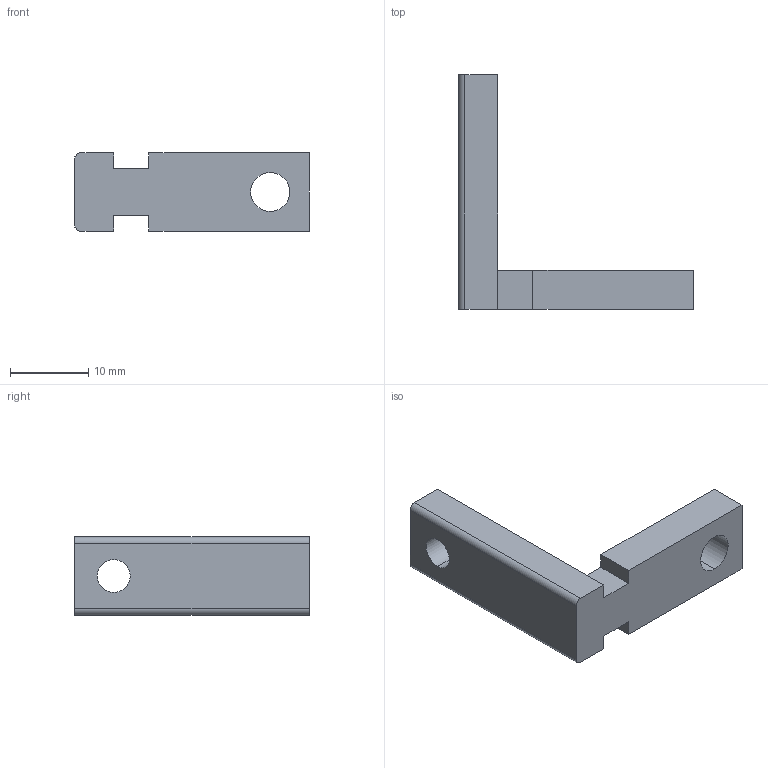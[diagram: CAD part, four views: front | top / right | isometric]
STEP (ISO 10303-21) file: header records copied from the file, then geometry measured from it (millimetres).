
FILE_DESCRIPTION (( 'STEP AP203' ), '1' );
FILE_NAME ('084.307.013.STEP', '2013-01-25T10:59:38', ( 'Alusic' ), ( 'Alusic' ), 'SwSTEP 2.0', 'SolidWorks 2011', '' );
FILE_SCHEMA (( 'CONFIG_CONTROL_DESIGN' ));
Length unit declared in the file: millimetre
Products named in the file (1): 084.307.013
Bounding box: 30 x 30 x 10 mm (x, y, z)
Volume: 2449.5 mm3; surface area: 1800.1 mm2
Topology: 1 solids, 1 shells, 22 faces, 58 edges, 38 vertices
Faces by surface type: plane 14, cylinder 6, cone 2
Entity records: 765 total; most frequent: CARTESIAN_POINT 119, DIRECTION 118, ORIENTED_EDGE 116, EDGE_CURVE 58, LINE 44, VECTOR 44, VERTEX_POINT 38, AXIS2_PLACEMENT_3D 37
